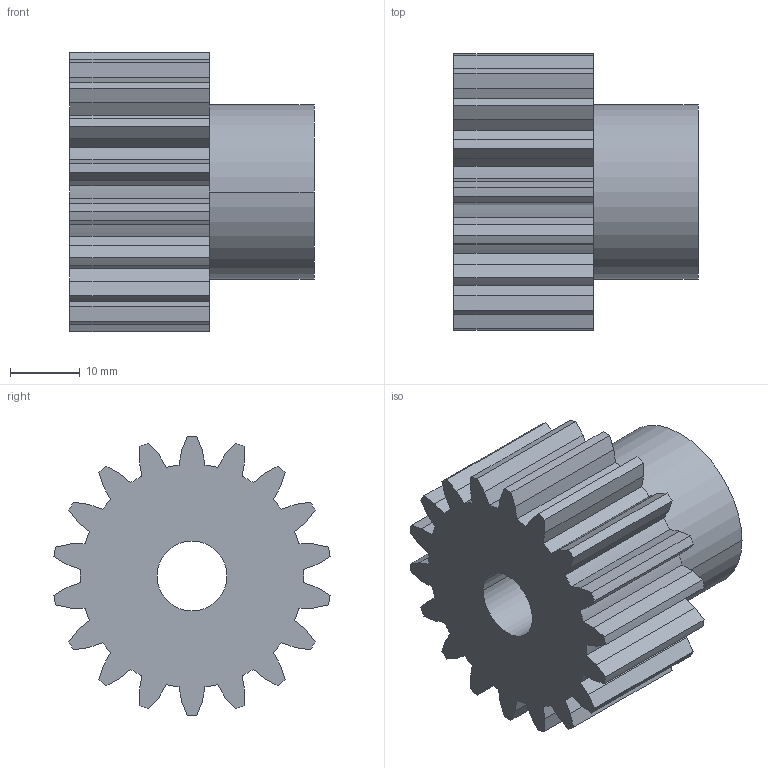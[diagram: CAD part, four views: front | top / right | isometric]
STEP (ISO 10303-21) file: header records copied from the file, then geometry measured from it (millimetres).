
FILE_DESCRIPTION( ( '' ), '1' );
FILE_NAME( '23111018.stp', '2007-11-07T03:04:23', ( '' ), ( '' ), ' ', ' ', ' ' );
FILE_SCHEMA( ( 'automotive_design' ) );
Length unit declared in the file: millimetre
Products named in the file (1): 1
Bounding box: 35 x 39.6 x 40 mm (x, y, z)
Volume: 24674.2 mm3; surface area: 8365.8 mm2
Topology: 1 solids, 1 shells, 115 faces, 336 edges, 224 vertices
Faces by surface type: plane 75, cylinder 40
Entity records: 7558 total; most frequent: STYLED_ITEM 676, PRESENTATION_STYLE_ASSIGNMENT 676, CARTESIAN_POINT 676, COLOUR_RGB 676, ORIENTED_EDGE 672, DIRECTION 648, EDGE_CURVE 336, CURVE_STYLE 336
